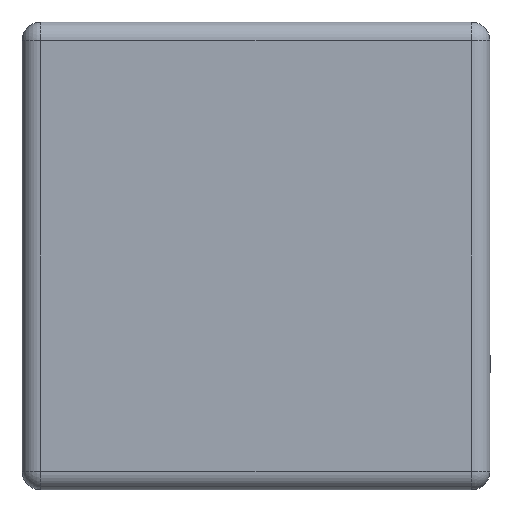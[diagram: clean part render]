
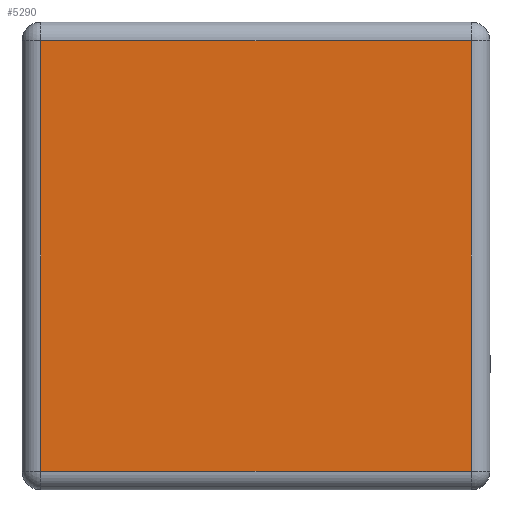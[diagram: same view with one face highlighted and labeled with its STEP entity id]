
A CAD part, left-side view. The second image highlights one B-rep face of the part: STEP entity #5290.
In plain terms, the highlighted planar face has unit normal (-1, 0, 0).
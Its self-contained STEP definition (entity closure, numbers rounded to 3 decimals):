
#469=FACE_OUTER_BOUND('',#784,.T.);
#784=EDGE_LOOP('',(#3834,#3835,#3836,#3837));
#1203=LINE('',#8118,#1698);
#1204=LINE('',#8120,#1699);
#1205=LINE('',#8122,#1700);
#1206=LINE('',#8123,#1701);
#1698=VECTOR('',#6446,1.);
#1699=VECTOR('',#6447,1.);
#1700=VECTOR('',#6448,1.);
#1701=VECTOR('',#6449,1.);
#2367=VERTEX_POINT('',#8116);
#2368=VERTEX_POINT('',#8117);
#2369=VERTEX_POINT('',#8119);
#2370=VERTEX_POINT('',#8121);
#2937=EDGE_CURVE('',#2367,#2368,#1203,.T.);
#2938=EDGE_CURVE('',#2368,#2369,#1204,.T.);
#2939=EDGE_CURVE('',#2369,#2370,#1205,.T.);
#2940=EDGE_CURVE('',#2370,#2367,#1206,.T.);
#3834=ORIENTED_EDGE('',*,*,#2937,.T.);
#3835=ORIENTED_EDGE('',*,*,#2938,.T.);
#3836=ORIENTED_EDGE('',*,*,#2939,.T.);
#3837=ORIENTED_EDGE('',*,*,#2940,.T.);
#5018=PLANE('',#5717);
#5290=ADVANCED_FACE('',(#469),#5018,.T.);
#5717=AXIS2_PLACEMENT_3D('',#8115,#6444,#6445);
#6444=DIRECTION('center_axis',(-1.,0.,0.));
#6445=DIRECTION('ref_axis',(0.,0.,-1.));
#6446=DIRECTION('',(0.,1.,0.));
#6447=DIRECTION('',(0.,0.,-1.));
#6448=DIRECTION('',(0.,-1.,0.));
#6449=DIRECTION('',(0.,0.,1.));
#8115=CARTESIAN_POINT('Origin',(-0.5,0.,0.25));
#8116=CARTESIAN_POINT('',(-0.5,-0.23,0.48));
#8117=CARTESIAN_POINT('',(-0.5,0.23,0.48));
#8118=CARTESIAN_POINT('',(-0.5,0.25,0.48));
#8119=CARTESIAN_POINT('',(-0.5,0.23,0.02));
#8120=CARTESIAN_POINT('',(-0.5,0.23,0.));
#8121=CARTESIAN_POINT('',(-0.5,-0.23,0.02));
#8122=CARTESIAN_POINT('',(-0.5,-0.25,0.02));
#8123=CARTESIAN_POINT('',(-0.5,-0.23,0.5));
